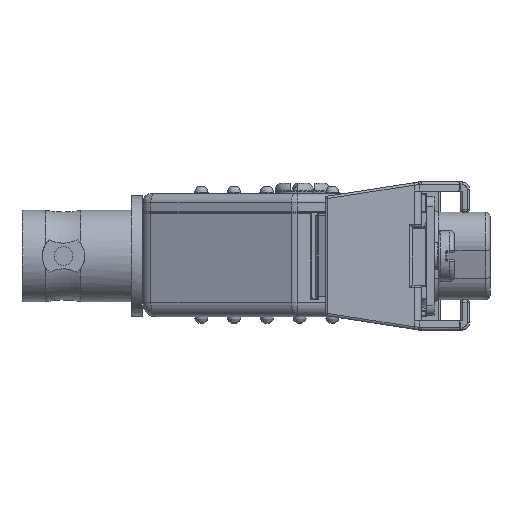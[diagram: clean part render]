
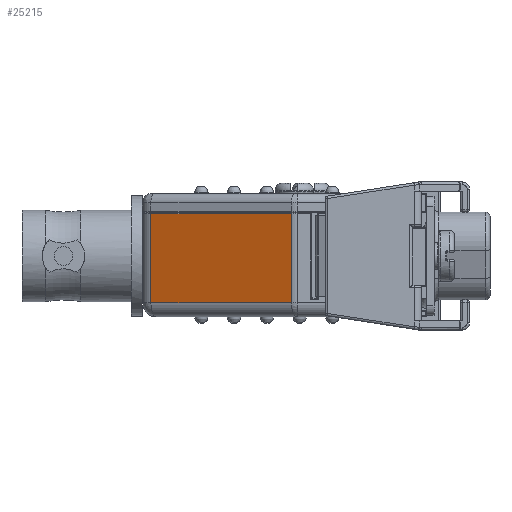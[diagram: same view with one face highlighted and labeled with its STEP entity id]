
A CAD part, left-side view. The second image highlights one B-rep face of the part: STEP entity #25215.
In plain terms, the highlighted planar face has unit normal (-0.916, 0.401, 0).
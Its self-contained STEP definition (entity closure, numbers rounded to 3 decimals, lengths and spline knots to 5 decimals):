
#750=PLANE('',#27361);
#2987=LINE('',#47832,#4461);
#3004=LINE('',#47907,#4478);
#3005=LINE('',#47911,#4479);
#3006=LINE('',#47912,#4480);
#4461=VECTOR('',#32150,0.3937);
#4478=VECTOR('',#32259,0.3937);
#4479=VECTOR('',#32264,0.3937);
#4480=VECTOR('',#32265,0.3937);
#6422=FACE_OUTER_BOUND('',#8079,.T.);
#8079=EDGE_LOOP('',(#19132,#19133,#19134,#19135));
#11307=VERTEX_POINT('',#47822);
#11309=VERTEX_POINT('',#47828);
#11322=VERTEX_POINT('',#47906);
#11323=VERTEX_POINT('',#47910);
#14134=EDGE_CURVE('',#11307,#11309,#2987,.T.);
#14171=EDGE_CURVE('',#11309,#11322,#3004,.T.);
#14173=EDGE_CURVE('',#11323,#11307,#3005,.T.);
#14174=EDGE_CURVE('',#11322,#11323,#3006,.T.);
#19132=ORIENTED_EDGE('',*,*,#14134,.F.);
#19133=ORIENTED_EDGE('',*,*,#14173,.F.);
#19134=ORIENTED_EDGE('',*,*,#14174,.F.);
#19135=ORIENTED_EDGE('',*,*,#14171,.F.);
#25215=ADVANCED_FACE('',(#6422),#750,.T.);
#27361=AXIS2_PLACEMENT_3D('',#47909,#32262,#32263);
#32150=DIRECTION('',(-0.401,-0.916,0.));
#32259=DIRECTION('',(0.,0.,-1.));
#32262=DIRECTION('center_axis',(-0.916,0.401,0.));
#32263=DIRECTION('ref_axis',(0.,0.,
1.));
#32264=DIRECTION('',(0.,0.,1.));
#32265=DIRECTION('',(0.401,0.916,0.));
#47822=CARTESIAN_POINT('',(-0.80489,1.16097,0.17606));
#47828=CARTESIAN_POINT('',(-1.06005,0.57775,0.17606));
#47832=CARTESIAN_POINT('',(-0.98111,0.75817,0.17606));
#47906=CARTESIAN_POINT('',(-1.06005,0.57775,-0.19402));
#47907=CARTESIAN_POINT('',(-1.06005,0.57775,-0.25307));
#47909=CARTESIAN_POINT('Origin',(-1.065,0.56643,-0.25307));
#47910=CARTESIAN_POINT('',(-0.80489,1.16097,-0.19402));
#47911=CARTESIAN_POINT('',(-0.80489,1.16097,-0.25307));
#47912=CARTESIAN_POINT('',(-0.98111,0.75817,-0.19402));
